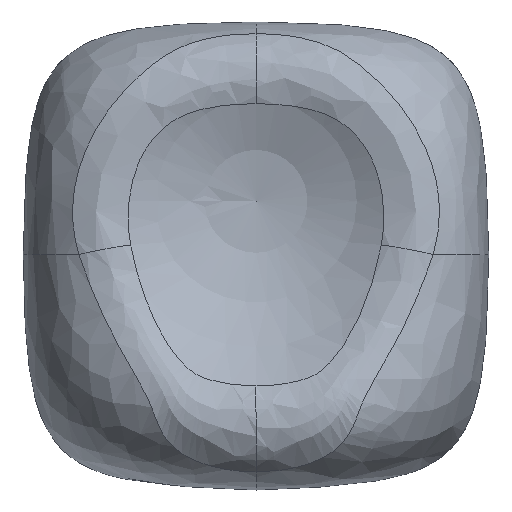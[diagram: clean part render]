
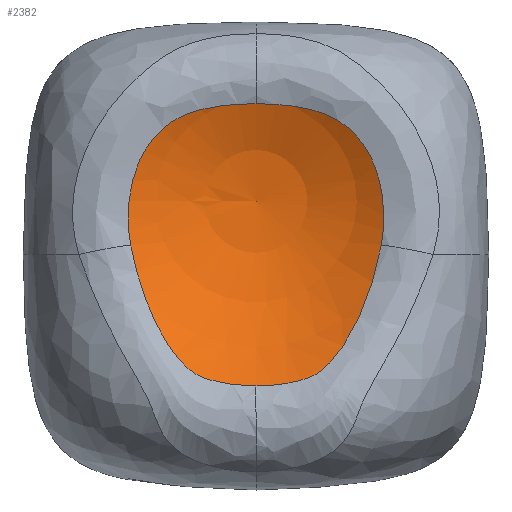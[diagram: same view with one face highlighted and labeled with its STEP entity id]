
A CAD part, top view. The second image highlights one B-rep face of the part: STEP entity #2382.
In plain terms, the highlighted spherical face has radius 9.5 mm.
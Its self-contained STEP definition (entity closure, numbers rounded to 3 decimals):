
#15=SPHERICAL_SURFACE('',#2635,9.5);
#302=FACE_OUTER_BOUND('',#453,.T.);
#453=EDGE_LOOP('',(#2117,#2118,#2119,#2120,#2121,#2122,#2123));
#656=CIRCLE('',#2636,9.5);
#769=B_SPLINE_CURVE_WITH_KNOTS('',3,(#12307,#12308,#12309,#12310,#12311,
#12312,#12313,#12314,#12315,#12316,#12317),.UNSPECIFIED.,.F.,.F.,(4,1,1,
1,1,1,1,1,4),(0.,0.146,0.293,0.366,
0.439,0.585,0.732,0.878,
1.025),.UNSPECIFIED.);
#770=B_SPLINE_CURVE_WITH_KNOTS('',3,(#12428,#12429,#12430,#12431,#12432,
#12433,#12434,#12435,#12436,#12437,#12438,#12439,#12440,#12441,#12442,#12443,
#12444,#12445),.UNSPECIFIED.,.F.,.F.,(4,1,1,1,1,1,1,1,1,1,1,1,1,1,1,4),
(0.,0.14,0.421,0.562,0.597,
0.632,0.667,0.684,0.702,
0.719,0.737,0.772,0.807,
0.825,0.842,0.983),.UNSPECIFIED.);
#771=B_SPLINE_CURVE_WITH_KNOTS('',3,(#12556,#12557,#12558,#12559,#12560,
#12561,#12562,#12563,#12564,#12565,#12566,#12567,#12568,#12569,#12570,#12571,
#12572,#12573),.UNSPECIFIED.,.F.,.F.,(4,1,1,1,1,1,1,1,1,1,1,1,1,1,1,4),
(0.,0.14,0.158,0.175,0.211,
0.246,0.263,0.281,0.298,
0.316,0.351,0.386,0.421,
0.562,0.842,0.983),.UNSPECIFIED.);
#773=B_SPLINE_CURVE_WITH_KNOTS('',3,(#12641,#12642,#12643,#12644,#12645),
 .UNSPECIFIED.,.F.,.F.,(4,1,4),(0.,0.146,
0.2),.UNSPECIFIED.);
#774=B_SPLINE_CURVE_WITH_KNOTS('',3,(#12646,#12647,#12648,#12649,#12650,
#12651,#12652,#12653,#12654,#12655),.UNSPECIFIED.,.F.,.F.,(4,1,1,1,1,1,
1,4),(0.2,0.293,0.439,0.585,
0.659,0.732,0.878,1.025),
 .UNSPECIFIED.);
#998=VERTEX_POINT('',#12291);
#1000=VERTEX_POINT('',#12305);
#1001=VERTEX_POINT('',#12426);
#1002=VERTEX_POINT('',#12554);
#1003=VERTEX_POINT('',#12640);
#1004=VERTEX_POINT('',#12744);
#1368=EDGE_CURVE('',#1000,#998,#769,.T.);
#1370=EDGE_CURVE('',#998,#1001,#770,.T.);
#1372=EDGE_CURVE('',#1001,#1002,#771,.T.);
#1374=EDGE_CURVE('',#1002,#1003,#773,.T.);
#1375=EDGE_CURVE('',#1003,#1000,#774,.T.);
#1377=EDGE_CURVE('',#1004,#1003,#656,.T.);
#2117=ORIENTED_EDGE('',*,*,#1368,.F.);
#2118=ORIENTED_EDGE('',*,*,#1375,.F.);
#2119=ORIENTED_EDGE('',*,*,#1377,.F.);
#2120=ORIENTED_EDGE('',*,*,#1377,.T.);
#2121=ORIENTED_EDGE('',*,*,#1374,.F.);
#2122=ORIENTED_EDGE('',*,*,#1372,.F.);
#2123=ORIENTED_EDGE('',*,*,#1370,.F.);
#2382=ADVANCED_FACE('',(#302),#15,.F.);
#2635=AXIS2_PLACEMENT_3D('',#12743,#3163,#3164);
#2636=AXIS2_PLACEMENT_3D('',#12745,#3165,#3166);
#3163=DIRECTION('center_axis',(0.,0.,1.));
#3164=DIRECTION('ref_axis',(1.,0.,0.));
#3165=DIRECTION('center_axis',(0.,1.,0.));
#3166=DIRECTION('ref_axis',(-1.,0.,0.));
#12291=CARTESIAN_POINT('',(4.708,0.36,4.913));
#12305=CARTESIAN_POINT('',(0.,5.665,4.236));
#12307=CARTESIAN_POINT('Ctrl Pts',(0.,5.665,
4.236));
#12308=CARTESIAN_POINT('Ctrl Pts',(0.403,5.665,4.236));
#12309=CARTESIAN_POINT('Ctrl Pts',(1.208,5.625,4.274));
#12310=CARTESIAN_POINT('Ctrl Pts',(2.196,5.445,4.407));
#12311=CARTESIAN_POINT('Ctrl Pts',(2.936,5.138,4.521));
#12312=CARTESIAN_POINT('Ctrl Pts',(3.608,4.696,4.618));
#12313=CARTESIAN_POINT('Ctrl Pts',(4.26,3.907,4.695));
#12314=CARTESIAN_POINT('Ctrl Pts',(4.686,2.764,4.742));
#12315=CARTESIAN_POINT('Ctrl Pts',(4.838,1.56,4.806));
#12316=CARTESIAN_POINT('Ctrl Pts',(4.782,0.755,4.876));
#12317=CARTESIAN_POINT('Ctrl Pts',(4.708,0.36,4.913));
#12426=CARTESIAN_POINT('',(0.,-4.938,6.511));
#12428=CARTESIAN_POINT('Ctrl Pts',(4.708,0.36,4.913));
#12429=CARTESIAN_POINT('Ctrl Pts',(4.637,-0.018,
4.949));
#12430=CARTESIAN_POINT('Ctrl Pts',(4.375,-1.139,5.107));
#12431=CARTESIAN_POINT('Ctrl Pts',(3.839,-2.542,5.521));
#12432=CARTESIAN_POINT('Ctrl Pts',(3.22,-3.543,5.975));
#12433=CARTESIAN_POINT('Ctrl Pts',(2.878,-3.961,6.184));
#12434=CARTESIAN_POINT('Ctrl Pts',(2.692,-4.16,6.285));
#12435=CARTESIAN_POINT('Ctrl Pts',(2.522,-4.313,6.363));
#12436=CARTESIAN_POINT('Ctrl Pts',(2.372,-4.424,6.415));
#12437=CARTESIAN_POINT('Ctrl Pts',(2.252,-4.499,6.447));
#12438=CARTESIAN_POINT('Ctrl Pts',(2.125,-4.565,6.47));
#12439=CARTESIAN_POINT('Ctrl Pts',(1.948,-4.641,6.491));
#12440=CARTESIAN_POINT('Ctrl Pts',(1.72,-4.719,6.506));
#12441=CARTESIAN_POINT('Ctrl Pts',(1.486,-4.78,6.512));
#12442=CARTESIAN_POINT('Ctrl Pts',(1.297,-4.82,6.514));
#12443=CARTESIAN_POINT('Ctrl Pts',(0.822,-4.907,
6.516));
#12444=CARTESIAN_POINT('Ctrl Pts',(0.387,-4.938,
6.511));
#12445=CARTESIAN_POINT('Ctrl Pts',(0.,-4.938,
6.511));
#12554=CARTESIAN_POINT('',(-4.708,0.36,4.913));
#12556=CARTESIAN_POINT('Ctrl Pts',(0.,-4.938,
6.511));
#12557=CARTESIAN_POINT('Ctrl Pts',(-0.387,-4.938,
6.511));
#12558=CARTESIAN_POINT('Ctrl Pts',(-0.822,-4.907,
6.516));
#12559=CARTESIAN_POINT('Ctrl Pts',(-1.297,-4.82,
6.514));
#12560=CARTESIAN_POINT('Ctrl Pts',(-1.486,-4.78,
6.512));
#12561=CARTESIAN_POINT('Ctrl Pts',(-1.72,-4.719,6.506));
#12562=CARTESIAN_POINT('Ctrl Pts',(-1.948,-4.641,
6.491));
#12563=CARTESIAN_POINT('Ctrl Pts',(-2.125,-4.565,
6.47));
#12564=CARTESIAN_POINT('Ctrl Pts',(-2.252,-4.499,
6.447));
#12565=CARTESIAN_POINT('Ctrl Pts',(-2.372,-4.424,
6.415));
#12566=CARTESIAN_POINT('Ctrl Pts',(-2.522,-4.313,
6.363));
#12567=CARTESIAN_POINT('Ctrl Pts',(-2.692,-4.16,
6.285));
#12568=CARTESIAN_POINT('Ctrl Pts',(-2.878,-3.962,
6.184));
#12569=CARTESIAN_POINT('Ctrl Pts',(-3.221,-3.542,
5.975));
#12570=CARTESIAN_POINT('Ctrl Pts',(-3.838,-2.543,5.521));
#12571=CARTESIAN_POINT('Ctrl Pts',(-4.375,-1.139,
5.106));
#12572=CARTESIAN_POINT('Ctrl Pts',(-4.637,-0.018,
4.949));
#12573=CARTESIAN_POINT('Ctrl Pts',(-4.708,0.36,
4.913));
#12640=CARTESIAN_POINT('',(-4.77,2.,4.784));
#12641=CARTESIAN_POINT('Ctrl Pts',(-4.708,0.36,
4.913));
#12642=CARTESIAN_POINT('Ctrl Pts',(-4.782,0.755,
4.876));
#12643=CARTESIAN_POINT('Ctrl Pts',(-4.82,1.305,4.828));
#12644=CARTESIAN_POINT('Ctrl Pts',(-4.785,1.854,4.793));
#12645=CARTESIAN_POINT('Ctrl Pts',(-4.77,2.,4.784));
#12646=CARTESIAN_POINT('Ctrl Pts',(-4.77,2.,4.784));
#12647=CARTESIAN_POINT('Ctrl Pts',(-4.744,2.254,4.769));
#12648=CARTESIAN_POINT('Ctrl Pts',(-4.634,2.903,4.736));
#12649=CARTESIAN_POINT('Ctrl Pts',(-4.259,3.907,4.695));
#12650=CARTESIAN_POINT('Ctrl Pts',(-3.609,4.696,4.619));
#12651=CARTESIAN_POINT('Ctrl Pts',(-2.937,5.138,4.521));
#12652=CARTESIAN_POINT('Ctrl Pts',(-2.197,5.446,4.407));
#12653=CARTESIAN_POINT('Ctrl Pts',(-1.208,5.624,4.274));
#12654=CARTESIAN_POINT('Ctrl Pts',(-0.403,5.665,
4.236));
#12655=CARTESIAN_POINT('Ctrl Pts',(0.,5.665,
4.236));
#12743=CARTESIAN_POINT('Origin',(0.,2.,13.));
#12744=CARTESIAN_POINT('',(0.,2.,3.5));
#12745=CARTESIAN_POINT('Origin',(0.,2.,13.));
